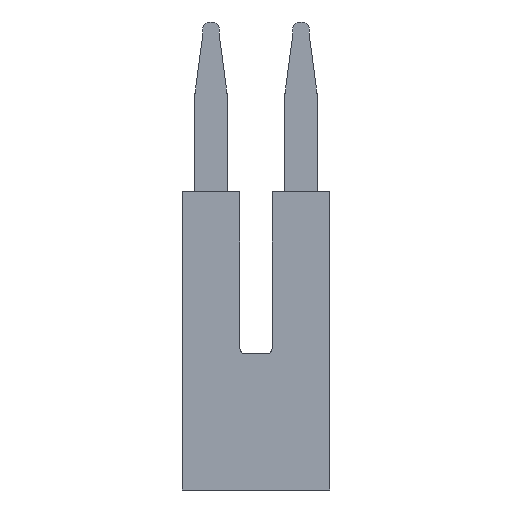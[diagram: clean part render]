
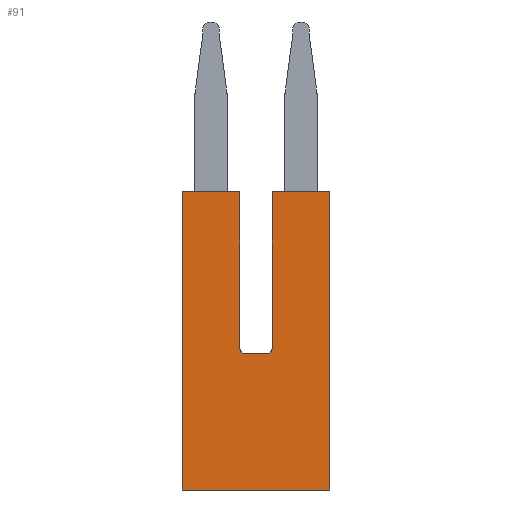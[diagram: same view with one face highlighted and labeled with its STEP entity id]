
A CAD part, front view. The second image highlights one B-rep face of the part: STEP entity #91.
In plain terms, the highlighted planar face has unit normal (0, -1, 0).
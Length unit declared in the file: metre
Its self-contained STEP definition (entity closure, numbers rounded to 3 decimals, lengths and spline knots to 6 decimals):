
#91 = ADVANCED_FACE( '', ( #145 ), #146, .T. );
#145 = FACE_OUTER_BOUND( '', #219, .T. );
#146 = PLANE( '', #220 );
#219 = EDGE_LOOP( '', ( #403, #404, #405, #406, #407, #408, #409, #410, #411, #412 ) );
#220 = AXIS2_PLACEMENT_3D( '', #413, #414, #415 );
#403 = ORIENTED_EDGE( '', *, *, #626, .F. );
#404 = ORIENTED_EDGE( '', *, *, #627, .F. );
#405 = ORIENTED_EDGE( '', *, *, #628, .T. );
#406 = ORIENTED_EDGE( '', *, *, #629, .F. );
#407 = ORIENTED_EDGE( '', *, *, #630, .T. );
#408 = ORIENTED_EDGE( '', *, *, #560, .F. );
#409 = ORIENTED_EDGE( '', *, *, #615, .F. );
#410 = ORIENTED_EDGE( '', *, *, #616, .T. );
#411 = ORIENTED_EDGE( '', *, *, #609, .F. );
#412 = ORIENTED_EDGE( '', *, *, #625, .T. );
#413 = CARTESIAN_POINT( '', ( -0.001125, -0.0015, -0.0023 ) );
#414 = DIRECTION( '', ( 0., -1., 0. ) );
#415 = DIRECTION( '', ( 0., 0., -1. ) );
#560 = EDGE_CURVE( '', #656, #657, #658, .T. );
#609 = EDGE_CURVE( '', #745, #746, #747, .T. );
#615 = EDGE_CURVE( '', #755, #656, #757, .T. );
#616 = EDGE_CURVE( '', #755, #746, #758, .T. );
#625 = EDGE_CURVE( '', #745, #771, #773, .T. );
#626 = EDGE_CURVE( '', #774, #771, #775, .T. );
#627 = EDGE_CURVE( '', #776, #774, #777, .T. );
#628 = EDGE_CURVE( '', #776, #778, #779, .T. );
#629 = EDGE_CURVE( '', #780, #778, #781, .T. );
#630 = EDGE_CURVE( '', #780, #657, #782, .T. );
#656 = VERTEX_POINT( '', #816 );
#657 = VERTEX_POINT( '', #817 );
#658 = LINE( '', #818, #819 );
#745 = VERTEX_POINT( '', #942 );
#746 = VERTEX_POINT( '', #943 );
#747 = LINE( '', #944, #945 );
#755 = VERTEX_POINT( '', #956 );
#757 = CIRCLE( '', #959, 0.0002 );
#758 = LINE( '', #960, #961 );
#771 = VERTEX_POINT( '', #980 );
#773 = LINE( '', #983, #984 );
#774 = VERTEX_POINT( '', #985 );
#775 = LINE( '', #986, #987 );
#776 = VERTEX_POINT( '', #988 );
#777 = LINE( '', #989, #990 );
#778 = VERTEX_POINT( '', #991 );
#779 = LINE( '', #992, #993 );
#780 = VERTEX_POINT( '', #994 );
#781 = LINE( '', #995, #996 );
#782 = CIRCLE( '', #997, 0.0002 );
#816 = CARTESIAN_POINT( '', ( 0.001325, -0.0015, 0.003 ) );
#817 = CARTESIAN_POINT( '', ( 0.002175, -0.0015, 0.003 ) );
#818 = CARTESIAN_POINT( '', ( 0.002175, -0.0015, 0.003 ) );
#819 = VECTOR( '', #1052, 1. );
#942 = CARTESIAN_POINT( '', ( -0.001125, -0.0015, 0.0093 ) );
#943 = CARTESIAN_POINT( '', ( 0.001125, -0.0015, 0.0093 ) );
#944 = CARTESIAN_POINT( '', ( 0.001125, -0.0015, 0.0093 ) );
#945 = VECTOR( '', #1125, 1. );
#956 = CARTESIAN_POINT( '', ( 0.001125, -0.0015, 0.0032 ) );
#959 = AXIS2_PLACEMENT_3D( '', #1133, #1134, #1135 );
#960 = CARTESIAN_POINT( '', ( 0.001125, -0.0015, -0.0023 ) );
#961 = VECTOR( '', #1136, 1. );
#980 = CARTESIAN_POINT( '', ( -0.001125, -0.0015, -0.0023 ) );
#983 = CARTESIAN_POINT( '', ( -0.001125, -0.0015, 0.0093 ) );
#984 = VECTOR( '', #1147, 1. );
#985 = CARTESIAN_POINT( '', ( 0.004625, -0.0015, -0.0023 ) );
#986 = CARTESIAN_POINT( '', ( -0.000525, -0.0015, -0.0023 ) );
#987 = VECTOR( '', #1148, 1. );
#988 = CARTESIAN_POINT( '', ( 0.004625, -0.0015, 0.0093 ) );
#989 = CARTESIAN_POINT( '', ( 0.004625, -0.0015, 0.0093 ) );
#990 = VECTOR( '', #1149, 1. );
#991 = CARTESIAN_POINT( '', ( 0.002375, -0.0015, 0.0093 ) );
#992 = CARTESIAN_POINT( '', ( 0.002375, -0.0015, 0.0093 ) );
#993 = VECTOR( '', #1150, 1. );
#994 = CARTESIAN_POINT( '', ( 0.002375, -0.0015, 0.0032 ) );
#995 = CARTESIAN_POINT( '', ( 0.002375, -0.0015, -0.0023 ) );
#996 = VECTOR( '', #1151, 1. );
#997 = AXIS2_PLACEMENT_3D( '', #1152, #1153, #1154 );
#1052 = DIRECTION( '', ( 1., 0., 0. ) );
#1125 = DIRECTION( '', ( 1., 0., 0. ) );
#1133 = CARTESIAN_POINT( '', ( 0.001325, -0.0015, 0.0032 ) );
#1134 = DIRECTION( '', ( 0., -1., 0. ) );
#1135 = DIRECTION( '', ( 0., 0., -1. ) );
#1136 = DIRECTION( '', ( 0., 0., 1. ) );
#1147 = DIRECTION( '', ( 0., 0., -1. ) );
#1148 = DIRECTION( '', ( -1., 0., 0. ) );
#1149 = DIRECTION( '', ( 0., 0., -1. ) );
#1150 = DIRECTION( '', ( -1., 0., 0. ) );
#1151 = DIRECTION( '', ( 0., 0., 1. ) );
#1152 = CARTESIAN_POINT( '', ( 0.002175, -0.0015, 0.0032 ) );
#1153 = DIRECTION( '', ( 0., 1., 0. ) );
#1154 = DIRECTION( '', ( 0., 0., -1. ) );
